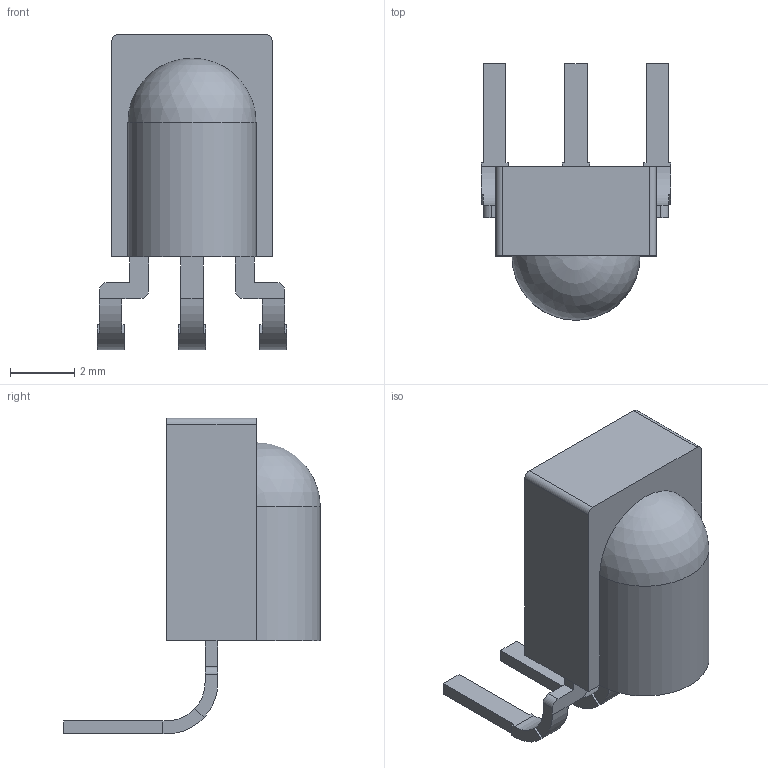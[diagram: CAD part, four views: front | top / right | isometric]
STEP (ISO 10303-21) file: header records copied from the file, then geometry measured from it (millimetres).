
FILE_DESCRIPTION(/* description */ ('STEP AP242','CAx-IF Rec.Pracs.---Representation and Presentation of Product Manufacturing Information (PMI)---4.0---2014-10-13','CAx-IF Rec.Pracs.---3D Tessellated Geometry---0.4---2014-09-14','2;1'),/* implementation_level */ '2;1');
FILE_NAME(/* name */ '62be3cbfc7b5256ee91340b9',/* time_stamp */ '2022-07-01T00:15:59+00:00',/* author */ (''),/* organization */ (''),/* preprocessor_version */ 'ST-DEVELOPER v18.102',/* originating_system */ ' ',/* authorisation */ ' ');
FILE_SCHEMA (('AP242_MANAGED_MODEL_BASED_3D_ENGINEERING_MIM_LF { 1 0 10303 442 1 1 4 }'));
Length unit declared in the file: metre
Products named in the file (1): Vishay_MINICAST-3pin_Horiz
Bounding box: 5.93 x 8.02 x 9.85 mm (x, y, z)
Volume: 138.1 mm3; surface area: 206.5 mm2
Topology: 1 solids, 1 shells, 73 faces, 202 edges, 133 vertices
Faces by surface type: plane 59, cylinder 13, sphere 1
Entity records: 2394 total; most frequent: CARTESIAN_POINT 406, ORIENTED_EDGE 400, DIRECTION 387, EDGE_CURVE 200, LINE 161, VECTOR 161, VERTEX_POINT 132, AXIS2_PLACEMENT_3D 113
